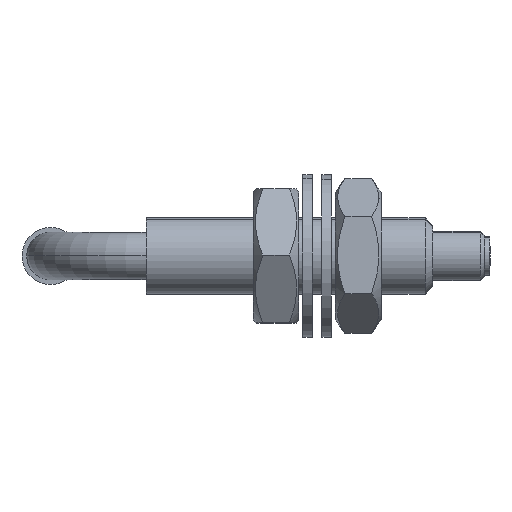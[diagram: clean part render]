
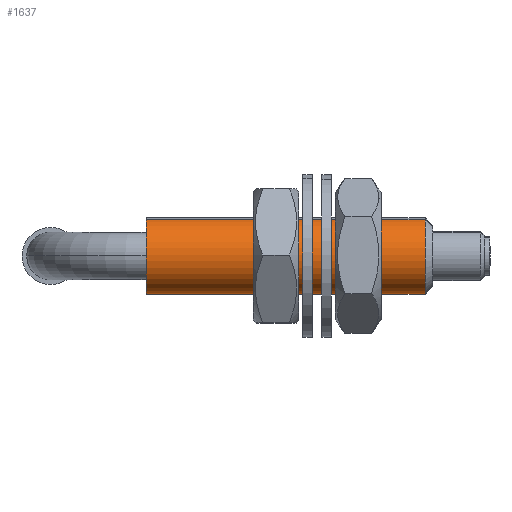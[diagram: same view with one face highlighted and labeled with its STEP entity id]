
A CAD part, left-side view. The second image highlights one B-rep face of the part: STEP entity #1637.
In plain terms, the highlighted cylindrical face has radius 2 mm (diameter 4 mm), a partial arc.
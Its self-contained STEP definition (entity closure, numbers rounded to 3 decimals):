
#207 = ORIENTED_EDGE ( 'NONE', *, *, #1102, .F. ) ;
#218 = VECTOR ( 'NONE', #1020, 1000. ) ;
#250 = LINE ( 'NONE', #883, #1410 ) ;
#292 = CARTESIAN_POINT ( 'NONE',  ( 16.5, 0., -2. ) ) ;
#299 = DIRECTION ( 'NONE',  ( 1., 0., 0. ) ) ;
#327 = DIRECTION ( 'NONE',  ( -1., 0., 0. ) ) ;
#408 = CARTESIAN_POINT ( 'NONE',  ( 1.9, 0., 2. ) ) ;
#423 = FACE_OUTER_BOUND ( 'NONE', #1788, .T. ) ;
#430 = CARTESIAN_POINT ( 'NONE',  ( 16.5, 0., 0. ) ) ;
#457 = AXIS2_PLACEMENT_3D ( 'NONE', #430, #1147, #1283 ) ;
#469 = AXIS2_PLACEMENT_3D ( 'NONE', #1607, #1049, #1755 ) ;
#543 = ORIENTED_EDGE ( 'NONE', *, *, #1791, .T. ) ;
#579 = CARTESIAN_POINT ( 'NONE',  ( 16.5, 0., 2. ) ) ;
#603 = DIRECTION ( 'NONE',  ( 0., 0., -1. ) ) ;
#609 = VERTEX_POINT ( 'NONE', #1281 ) ;
#675 = CIRCLE ( 'NONE', #1060, 2. ) ;
#710 = ORIENTED_EDGE ( 'NONE', *, *, #1009, .F. ) ;
#752 = ORIENTED_EDGE ( 'NONE', *, *, #997, .T. ) ;
#872 = CIRCLE ( 'NONE', #469, 2. ) ;
#883 = CARTESIAN_POINT ( 'NONE',  ( 16.5, 0., 2. ) ) ;
#884 = VERTEX_POINT ( 'NONE', #408 ) ;
#945 = CYLINDRICAL_SURFACE ( 'NONE', #457, 2. ) ;
#997 = EDGE_CURVE ( 'NONE', #1264, #609, #1776, .T. ) ;
#1009 = EDGE_CURVE ( 'NONE', #1264, #1772, #872, .T. ) ;
#1020 = DIRECTION ( 'NONE',  ( -1., 0., 0. ) ) ;
#1049 = DIRECTION ( 'NONE',  ( 1., 0., 0. ) ) ;
#1054 = CARTESIAN_POINT ( 'NONE',  ( 16.5, 0., -2. ) ) ;
#1060 = AXIS2_PLACEMENT_3D ( 'NONE', #1598, #299, #603 ) ;
#1102 = EDGE_CURVE ( 'NONE', #1772, #884, #250, .T. ) ;
#1147 = DIRECTION ( 'NONE',  ( -1., 0., 0. ) ) ;
#1264 = VERTEX_POINT ( 'NONE', #1054 ) ;
#1281 = CARTESIAN_POINT ( 'NONE',  ( 1.9, 0., -2. ) ) ;
#1283 = DIRECTION ( 'NONE',  ( 0., 0., 1. ) ) ;
#1410 = VECTOR ( 'NONE', #327, 1000. ) ;
#1598 = CARTESIAN_POINT ( 'NONE',  ( 1.9, 0., 0. ) ) ;
#1607 = CARTESIAN_POINT ( 'NONE',  ( 16.5, 0., 0. ) ) ;
#1637 = ADVANCED_FACE ( 'NONE', ( #423 ), #945, .T. ) ;
#1755 = DIRECTION ( 'NONE',  ( 0., 0., -1. ) ) ;
#1772 = VERTEX_POINT ( 'NONE', #579 ) ;
#1776 = LINE ( 'NONE', #292, #218 ) ;
#1788 = EDGE_LOOP ( 'NONE', ( #710, #752, #543, #207 ) ) ;
#1791 = EDGE_CURVE ( 'NONE', #609, #884, #675, .T. ) ;
